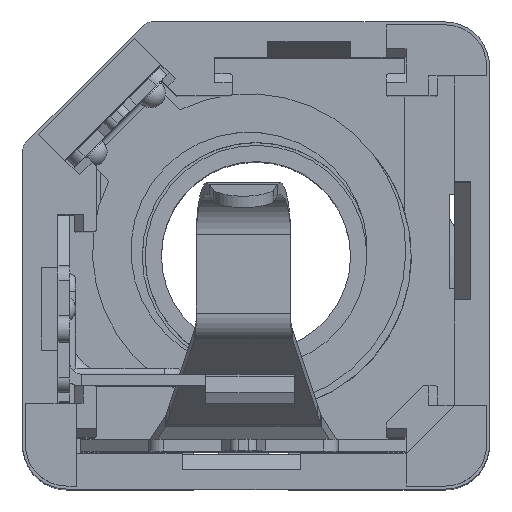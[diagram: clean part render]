
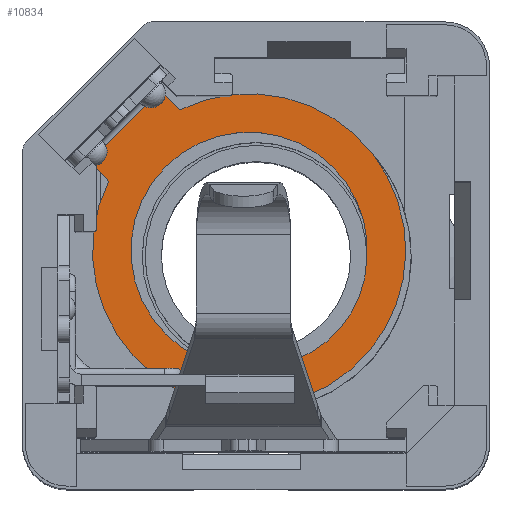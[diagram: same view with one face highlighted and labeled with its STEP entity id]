
A CAD part, top view. The second image highlights one B-rep face of the part: STEP entity #10834.
In plain terms, the highlighted planar face has unit normal (0, 0, 1).
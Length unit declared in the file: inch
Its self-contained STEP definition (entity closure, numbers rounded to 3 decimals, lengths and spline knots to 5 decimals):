
#310=FACE_BOUND('',#1556,.T.);
#527=PLANE('',#11467);
#974=FACE_OUTER_BOUND('',#1555,.T.);
#1555=EDGE_LOOP('',(#8408,#8409,#8410,#8411));
#1556=EDGE_LOOP('',(#8412,#8413));
#2451=LINE('',#18822,#3523);
#2484=LINE('',#18936,#3556);
#2485=LINE('',#18938,#3557);
#3523=VECTOR('',#13084,0.03662);
#3556=VECTOR('',#13197,0.03662);
#3557=VECTOR('',#13200,0.13386);
#4063=CIRCLE('',#11425,0.20866);
#4088=CIRCLE('',#11468,0.15748);
#4089=CIRCLE('',#11469,0.15748);
#4774=VERTEX_POINT('',#18815);
#4775=VERTEX_POINT('',#18817);
#4776=VERTEX_POINT('',#18821);
#4817=VERTEX_POINT('',#18932);
#4818=VERTEX_POINT('',#18939);
#4819=VERTEX_POINT('',#18940);
#6029=EDGE_CURVE('',#4774,#4775,#4063,.T.);
#6031=EDGE_CURVE('',#4776,#4775,#2451,.T.);
#6088=EDGE_CURVE('',#4774,#4817,#2484,.T.);
#6089=EDGE_CURVE('',#4817,#4776,#2485,.T.);
#6090=EDGE_CURVE('',#4818,#4819,#4088,.T.);
#6091=EDGE_CURVE('',#4819,#4818,#4089,.T.);
#8408=ORIENTED_EDGE('',*,*,#6029,.F.);
#8409=ORIENTED_EDGE('',*,*,#6088,.T.);
#8410=ORIENTED_EDGE('',*,*,#6089,.T.);
#8411=ORIENTED_EDGE('',*,*,#6031,.T.);
#8412=ORIENTED_EDGE('',*,*,#6090,.T.);
#8413=ORIENTED_EDGE('',*,*,#6091,.T.);
#10834=ADVANCED_FACE('',(#974,#310),#527,.T.);
#11425=AXIS2_PLACEMENT_3D('',#18818,#13079,#13080);
#11467=AXIS2_PLACEMENT_3D('',#18937,#13198,#13199);
#11468=AXIS2_PLACEMENT_3D('',#18941,#13201,#13202);
#11469=AXIS2_PLACEMENT_3D('',#18942,#13203,#13204);
#13079=DIRECTION('center_axis',(0.,0.,
-1.));
#13080=DIRECTION('ref_axis',(-0.443,0.897,0.));
#13084=DIRECTION('',(0.707,-0.707,0.));
#13197=DIRECTION('',(-0.707,0.707,0.));
#13198=DIRECTION('center_axis',(0.,0.,
1.));
#13199=DIRECTION('ref_axis',(0.707,0.707,0.));
#13200=DIRECTION('',(-0.707,-0.707,0.));
#13201=DIRECTION('center_axis',(0.,0.,
-1.));
#13202=DIRECTION('ref_axis',(0.707,0.707,0.));
#13203=DIRECTION('center_axis',(0.,0.,
-1.));
#13204=DIRECTION('ref_axis',(0.707,0.707,0.));
#18815=CARTESIAN_POINT('',(0.20948,0.50582,-0.57087));
#18817=CARTESIAN_POINT('',(0.11483,0.41117,-0.57087));
#18818=CARTESIAN_POINT('Origin',(0.30191,0.31875,-0.57087));
#18821=CARTESIAN_POINT('',(0.08894,0.43706,-0.57087));
#18822=CARTESIAN_POINT('',(0.08894,0.43706,-0.57087));
#18932=CARTESIAN_POINT('',(0.18359,0.53171,-0.57087));
#18936=CARTESIAN_POINT('',(0.20948,0.50582,-0.57087));
#18937=CARTESIAN_POINT('Origin',(0.30191,0.31875,-0.57087));
#18938=CARTESIAN_POINT('',(0.18359,0.53171,-0.57087));
#18939=CARTESIAN_POINT('',(0.41326,0.4301,-0.57087));
#18940=CARTESIAN_POINT('',(0.19055,0.20739,-0.57087));
#18941=CARTESIAN_POINT('Origin',(0.30191,0.31875,-0.57087));
#18942=CARTESIAN_POINT('Origin',(0.30191,0.31875,-0.57087));
